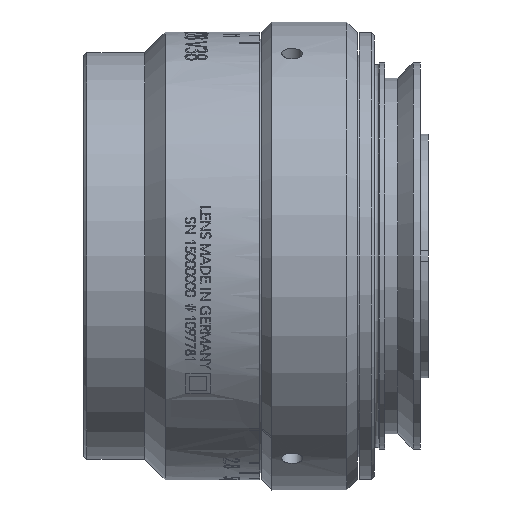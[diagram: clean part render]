
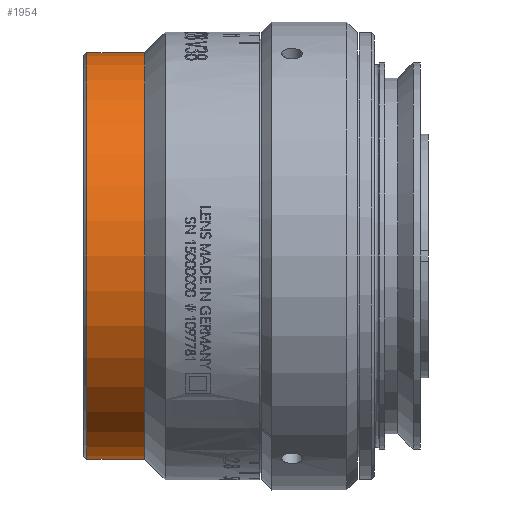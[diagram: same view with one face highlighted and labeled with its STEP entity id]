
A CAD part, front view. The second image highlights one B-rep face of the part: STEP entity #1954.
In plain terms, the highlighted cylindrical face has radius 20 mm (diameter 40 mm), a full revolution.
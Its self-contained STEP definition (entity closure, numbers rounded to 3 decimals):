
#1954=ADVANCED_FACE('',(#2564,#2565),#2344,.T.);
#2344=CYLINDRICAL_SURFACE('',#8686,20.);
#2564=FACE_BOUND('',#2935,.T.);
#2565=FACE_BOUND('',#2936,.T.);
#2935=EDGE_LOOP('',(#3612));
#2936=EDGE_LOOP('',(#3613));
#3612=ORIENTED_EDGE('',*,*,#7181,.F.);
#3613=ORIENTED_EDGE('',*,*,#7182,.T.);
#6073=VERTEX_POINT('',#10883);
#6074=VERTEX_POINT('',#10886);
#7181=EDGE_CURVE('',#6073,#6073,#8438,.T.);
#7182=EDGE_CURVE('',#6074,#6074,#8439,.T.);
#8438=CIRCLE('',#8683,20.);
#8439=CIRCLE('',#8685,20.);
#8683=AXIS2_PLACEMENT_3D('',#10882,#9383,#9384);
#8685=AXIS2_PLACEMENT_3D('',#10885,#9387,#9388);
#8686=AXIS2_PLACEMENT_3D('',#10887,#9389,#9390);
#9383=DIRECTION('',(-1.,0.,0.));
#9384=DIRECTION('',(0.,0.,1.));
#9387=DIRECTION('',(-1.,0.,0.));
#9388=DIRECTION('',(0.,0.,1.));
#9389=DIRECTION('',(-1.,0.,0.));
#9390=DIRECTION('',(0.,0.,1.));
#10882=CARTESIAN_POINT('',(-53.46,0.,0.));
#10883=CARTESIAN_POINT('',(-53.46,0.,20.));
#10885=CARTESIAN_POINT('',(-47.76,0.,0.));
#10886=CARTESIAN_POINT('',(-47.76,0.,20.));
#10887=CARTESIAN_POINT('',(-53.76,0.,0.));
